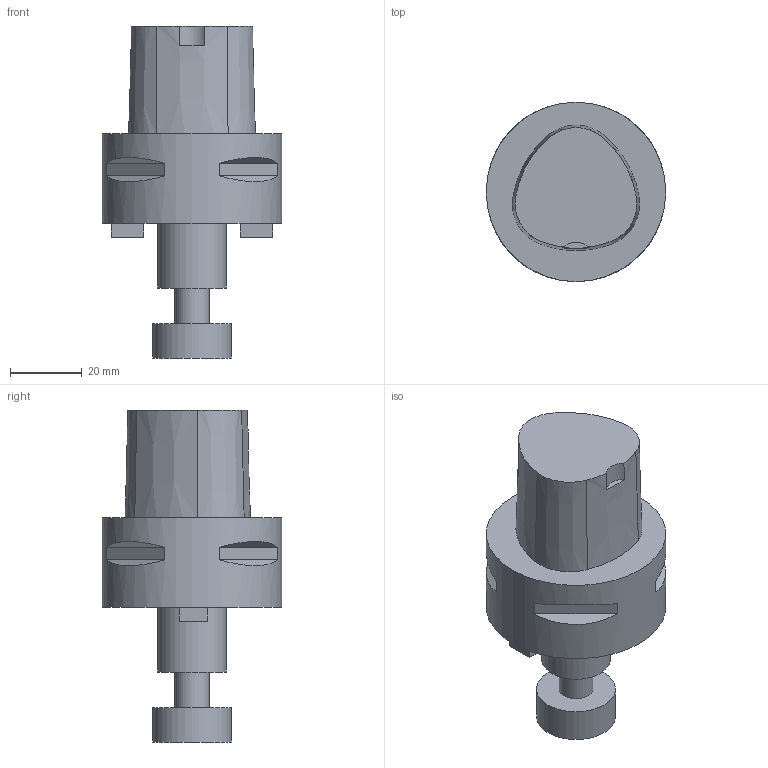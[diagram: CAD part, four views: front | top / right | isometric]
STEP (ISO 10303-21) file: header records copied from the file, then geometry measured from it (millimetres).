
FILE_DESCRIPTION(/* description */ ('3-D model version:1'),/* implementation_level */ '2;1');
FILE_NAME(/* name */ 'C5-A391.05C-19025M',/* time_stamp */ '2016-12-02T14:00:40',/* author */ ('InteractiveCad'),/* organization */ ('AB Sandvik Coromant'),/* preprocessor_version */ 'ST-DEVELOPER v11',/* originating_system */ 'SIEMENS UGS NX 6.0',/* authorization */ '');
FILE_SCHEMA(('AUTOMOTIVE_DESIGN'));
Length unit declared in the file: millimetre
Products named in the file (1): C5_A391_05C_19025M_SIM
Bounding box: 50 x 50 x 92.5 mm (x, y, z)
Volume: 85643 mm3; surface area: 14172.9 mm2
Topology: 1 solids, 3 shells, 48 faces, 99 edges, 67 vertices
Faces by surface type: plane 33, cylinder 9, cone 6
Full cylindrical faces by diameter (mm): 5.41 x2, 5.8 x2, 9.5 x1, 19.04 x1, 22 x1, 50 x1
Entity records: 1324 total; most frequent: DIRECTION 230, CARTESIAN_POINT 210, ORIENTED_EDGE 176, AXIS2_PLACEMENT_3D 92, EDGE_CURVE 88, EDGE_LOOP 70, VERTEX_POINT 64, ADVANCED_FACE 48
